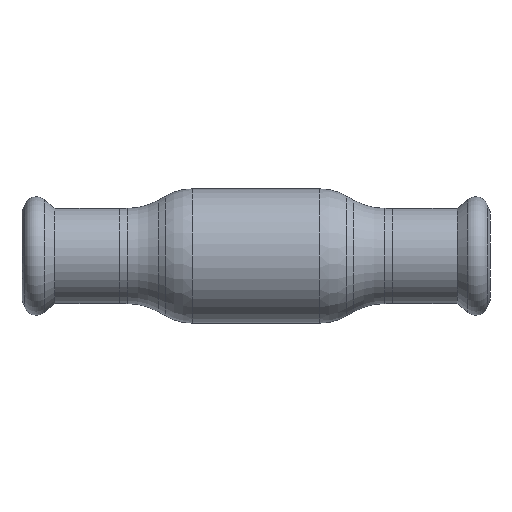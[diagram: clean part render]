
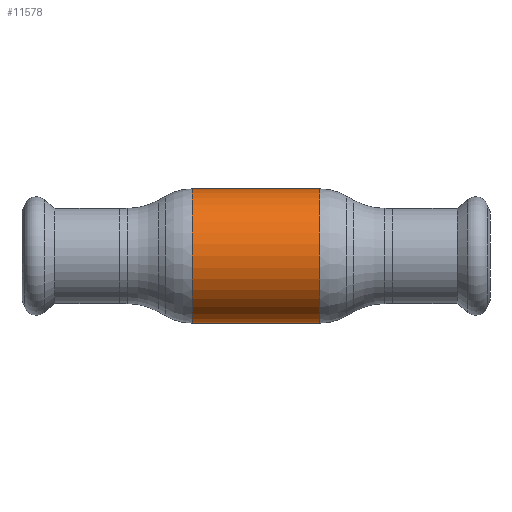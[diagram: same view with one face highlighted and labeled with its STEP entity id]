
A CAD part, front view. The second image highlights one B-rep face of the part: STEP entity #11578.
In plain terms, the highlighted cylindrical face has radius 15 mm (diameter 30 mm), a partial arc.
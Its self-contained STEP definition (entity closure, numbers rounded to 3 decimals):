
#1989 = AXIS2_PLACEMENT_3D ( 'NONE', #50930, #31468, #8907 ) ;
#3168 = EDGE_CURVE ( 'NONE', #15357, #53182, #36912, .T. ) ;
#7671 = DIRECTION ( 'NONE',  ( -1., 0., 0. ) ) ;
#8422 = ORIENTED_EDGE ( 'NONE', *, *, #18938, .T. ) ;
#8907 = DIRECTION ( 'NONE',  ( 0., 0., 1. ) ) ;
#10879 = CARTESIAN_POINT ( 'NONE',  ( -62.69, 0., 0. ) ) ;
#11578 = ADVANCED_FACE ( 'NONE', ( #12324 ), #35458, .T. ) ;
#12324 = FACE_OUTER_BOUND ( 'NONE', #41324, .T. ) ;
#13765 = DIRECTION ( 'NONE',  ( -1., 0., 0. ) ) ;
#15219 = VERTEX_POINT ( 'NONE', #25223 ) ;
#15357 = VERTEX_POINT ( 'NONE', #20018 ) ;
#16304 = AXIS2_PLACEMENT_3D ( 'NONE', #42161, #61010, #51474 ) ;
#18938 = EDGE_CURVE ( 'NONE', #39698, #53182, #22831, .T. ) ;
#20018 = CARTESIAN_POINT ( 'NONE',  ( -14.285, 0., -15. ) ) ;
#22456 = EDGE_CURVE ( 'NONE', #15219, #15357, #51133, .T. ) ;
#22831 = LINE ( 'NONE', #52445, #49315 ) ;
#23015 = CARTESIAN_POINT ( 'NONE',  ( -62.69, 0., -15. ) ) ;
#25223 = CARTESIAN_POINT ( 'NONE',  ( 14.285, 0., -15. ) ) ;
#26505 = DIRECTION ( 'NONE',  ( 0., 0., 1. ) ) ;
#27050 = ORIENTED_EDGE ( 'NONE', *, *, #35252, .T. ) ;
#31468 = DIRECTION ( 'NONE',  ( -1., 0., 0. ) ) ;
#31506 = CIRCLE ( 'NONE', #1989, 15. ) ;
#35252 = EDGE_CURVE ( 'NONE', #15219, #39698, #31506, .T. ) ;
#35458 = CYLINDRICAL_SURFACE ( 'NONE', #51353, 15. ) ;
#36912 = CIRCLE ( 'NONE', #16304, 15. ) ;
#39698 = VERTEX_POINT ( 'NONE', #57883 ) ;
#41148 = ORIENTED_EDGE ( 'NONE', *, *, #3168, .F. ) ;
#41324 = EDGE_LOOP ( 'NONE', ( #46224, #27050, #8422, #41148 ) ) ;
#42161 = CARTESIAN_POINT ( 'NONE',  ( -14.285, 0., 0. ) ) ;
#43148 = DIRECTION ( 'NONE',  ( -1., 0., 0. ) ) ;
#46224 = ORIENTED_EDGE ( 'NONE', *, *, #22456, .F. ) ;
#49315 = VECTOR ( 'NONE', #43148, 1000. ) ;
#50930 = CARTESIAN_POINT ( 'NONE',  ( 14.285, 0., 0. ) ) ;
#51133 = LINE ( 'NONE', #23015, #59477 ) ;
#51353 = AXIS2_PLACEMENT_3D ( 'NONE', #10879, #7671, #26505 ) ;
#51474 = DIRECTION ( 'NONE',  ( 0., 0., 1. ) ) ;
#52445 = CARTESIAN_POINT ( 'NONE',  ( -62.69, 0., 15. ) ) ;
#53182 = VERTEX_POINT ( 'NONE', #59046 ) ;
#57883 = CARTESIAN_POINT ( 'NONE',  ( 14.285, 0., 15. ) ) ;
#59046 = CARTESIAN_POINT ( 'NONE',  ( -14.285, 0., 15. ) ) ;
#59477 = VECTOR ( 'NONE', #13765, 1000. ) ;
#61010 = DIRECTION ( 'NONE',  ( -1., 0., 0. ) ) ;
